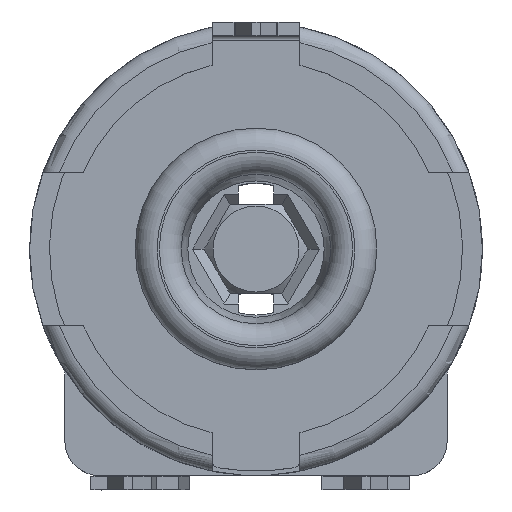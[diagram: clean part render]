
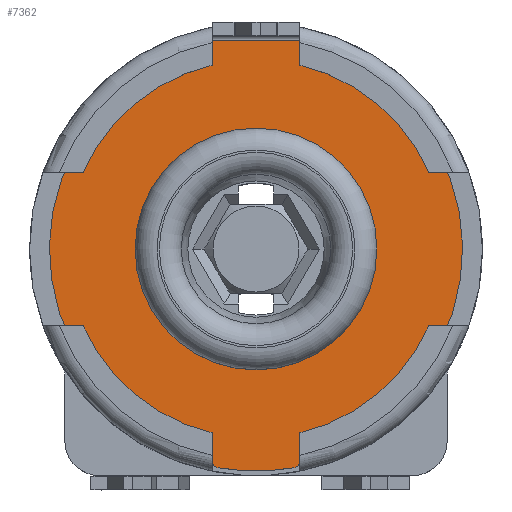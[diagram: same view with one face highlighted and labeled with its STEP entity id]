
A CAD part, top view. The second image highlights one B-rep face of the part: STEP entity #7362.
In plain terms, the highlighted planar face has unit normal (0, 0, 1).
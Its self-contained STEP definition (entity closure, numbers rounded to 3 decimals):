
#37 = EDGE_CURVE ( 'NONE', #4923, #5662, #9544, .T. ) ;
#89 = CIRCLE ( 'NONE', #8060, 0.17 ) ;
#179 = EDGE_CURVE ( 'NONE', #10397, #11252, #234, .T. ) ;
#188 = CIRCLE ( 'NONE', #4985, 0.17 ) ;
#234 = CIRCLE ( 'NONE', #2728, 4.7 ) ;
#359 = ORIENTED_EDGE ( 'NONE', *, *, #13851, .T. ) ;
#463 = PLANE ( 'NONE',  #4692 ) ;
#799 = EDGE_CURVE ( 'NONE', #12808, #13022, #188, .T. ) ;
#1026 = CARTESIAN_POINT ( 'NONE',  ( 1., -4.809, 3.6 ) ) ;
#1144 = DIRECTION ( 'NONE',  ( 0., 0., 1. ) ) ;
#1239 = EDGE_CURVE ( 'NONE', #8819, #12808, #2669, .T. ) ;
#1307 = EDGE_CURVE ( 'NONE', #9400, #11917, #13109, .T. ) ;
#1331 = CIRCLE ( 'NONE', #10360, 2.6 ) ;
#1503 = DIRECTION ( 'NONE',  ( 0., -1., 0. ) ) ;
#1622 = EDGE_CURVE ( 'NONE', #7338, #7338, #1331, .T. ) ;
#1630 = CARTESIAN_POINT ( 'NONE',  ( -1., 7.05, 3.6 ) ) ;
#1772 = CIRCLE ( 'NONE', #5868, 0.17 ) ;
#1851 = CIRCLE ( 'NONE', #2315, 0.17 ) ;
#2146 = LINE ( 'NONE', #1026, #12549 ) ;
#2269 = ORIENTED_EDGE ( 'NONE', *, *, #1307, .T. ) ;
#2315 = AXIS2_PLACEMENT_3D ( 'NONE', #12461, #11639, #5938 ) ;
#2486 = EDGE_CURVE ( 'NONE', #4472, #10397, #7122, .T. ) ;
#2561 = CARTESIAN_POINT ( 'NONE',  ( 1.129, -4.562, 3.6 ) ) ;
#2669 = CIRCLE ( 'NONE', #7910, 5.05 ) ;
#2728 = AXIS2_PLACEMENT_3D ( 'NONE', #11466, #9272, #3755 ) ;
#2926 = DIRECTION ( 'NONE',  ( 0., 0., -1. ) ) ;
#3049 = EDGE_CURVE ( 'NONE', #7688, #9400, #3984, .T. ) ;
#3067 = CARTESIAN_POINT ( 'NONE',  ( 0., 0., 3.6 ) ) ;
#3139 = DIRECTION ( 'NONE',  ( -1., 0., 0. ) ) ;
#3236 = ORIENTED_EDGE ( 'NONE', *, *, #2486, .T. ) ;
#3316 = EDGE_CURVE ( 'NONE', #13022, #4709, #2146, .T. ) ;
#3332 = CARTESIAN_POINT ( 'NONE',  ( -1., -4.809, 3.6 ) ) ;
#3670 = DIRECTION ( 'NONE',  ( 0., 0., 1. ) ) ;
#3755 = DIRECTION ( 'NONE',  ( 1., 0., 0. ) ) ;
#3814 = CARTESIAN_POINT ( 'NONE',  ( -0.859, -4.976, 3.6 ) ) ;
#3854 = ORIENTED_EDGE ( 'NONE', *, *, #3049, .T. ) ;
#3984 = CIRCLE ( 'NONE', #6490, 4.7 ) ;
#4309 = DIRECTION ( 'NONE',  ( 0., 1., 0. ) ) ;
#4472 = VERTEX_POINT ( 'NONE', #5957 ) ;
#4487 = CARTESIAN_POINT ( 'NONE',  ( 1., 4.754, 3.6 ) ) ;
#4537 = ORIENTED_EDGE ( 'NONE', *, *, #37, .T. ) ;
#4692 = AXIS2_PLACEMENT_3D ( 'NONE', #11162, #4816, #9103 ) ;
#4709 = VERTEX_POINT ( 'NONE', #6945 ) ;
#4719 = CARTESIAN_POINT ( 'NONE',  ( 1., 4.592, 3.6 ) ) ;
#4767 = EDGE_CURVE ( 'NONE', #5662, #8819, #1851, .T. ) ;
#4816 = DIRECTION ( 'NONE',  ( 0., 0., -1. ) ) ;
#4846 = DIRECTION ( 'NONE',  ( 1., 0., 0. ) ) ;
#4923 = VERTEX_POINT ( 'NONE', #6979 ) ;
#4985 = AXIS2_PLACEMENT_3D ( 'NONE', #8794, #7959, #12203 ) ;
#5038 = CARTESIAN_POINT ( 'NONE',  ( 0.859, -4.976, 3.6 ) ) ;
#5233 = DIRECTION ( 'NONE',  ( 0., 0., 1. ) ) ;
#5293 = DIRECTION ( 'NONE',  ( -1., 0., 0. ) ) ;
#5455 = ORIENTED_EDGE ( 'NONE', *, *, #1622, .F. ) ;
#5635 = VECTOR ( 'NONE', #3139, 1000. ) ;
#5662 = VERTEX_POINT ( 'NONE', #6715 ) ;
#5707 = ORIENTED_EDGE ( 'NONE', *, *, #3316, .T. ) ;
#5868 = AXIS2_PLACEMENT_3D ( 'NONE', #12606, #2926, #5293 ) ;
#5933 = ORIENTED_EDGE ( 'NONE', *, *, #799, .T. ) ;
#5938 = DIRECTION ( 'NONE',  ( 1., 0., 0. ) ) ;
#5957 = CARTESIAN_POINT ( 'NONE',  ( -1., 4.754, 3.6 ) ) ;
#6490 = AXIS2_PLACEMENT_3D ( 'NONE', #12408, #3670, #12255 ) ;
#6715 = CARTESIAN_POINT ( 'NONE',  ( -1., -4.809, 3.6 ) ) ;
#6734 = FACE_OUTER_BOUND ( 'NONE', #12949, .T. ) ;
#6945 = CARTESIAN_POINT ( 'NONE',  ( 1., -4.727, 3.6 ) ) ;
#6979 = CARTESIAN_POINT ( 'NONE',  ( -1., -4.727, 3.6 ) ) ;
#7122 = LINE ( 'NONE', #1630, #13108 ) ;
#7250 = CARTESIAN_POINT ( 'NONE',  ( -1.17, -4.727, 3.6 ) ) ;
#7338 = VERTEX_POINT ( 'NONE', #11725 ) ;
#7362 = ADVANCED_FACE ( 'NONE', ( #6734, #9967 ), #463, .F. ) ;
#7430 = LINE ( 'NONE', #11745, #5635 ) ;
#7634 = DIRECTION ( 'NONE',  ( -1., 0., 0. ) ) ;
#7688 = VERTEX_POINT ( 'NONE', #2561 ) ;
#7910 = AXIS2_PLACEMENT_3D ( 'NONE', #3067, #5233, #12963 ) ;
#7959 = DIRECTION ( 'NONE',  ( 0., 0., 1. ) ) ;
#8060 = AXIS2_PLACEMENT_3D ( 'NONE', #7250, #13508, #4846 ) ;
#8409 = VECTOR ( 'NONE', #8584, 1000. ) ;
#8439 = ORIENTED_EDGE ( 'NONE', *, *, #1239, .T. ) ;
#8584 = DIRECTION ( 'NONE',  ( 0., -1., 0. ) ) ;
#8593 = CARTESIAN_POINT ( 'NONE',  ( 1., -4.809, 3.6 ) ) ;
#8778 = CARTESIAN_POINT ( 'NONE',  ( -1.129, -4.562, 3.6 ) ) ;
#8794 = CARTESIAN_POINT ( 'NONE',  ( 0.83, -4.809, 3.6 ) ) ;
#8819 = VERTEX_POINT ( 'NONE', #3814 ) ;
#8991 = CARTESIAN_POINT ( 'NONE',  ( -1., 4.592, 3.6 ) ) ;
#9103 = DIRECTION ( 'NONE',  ( -1., 0., 0. ) ) ;
#9272 = DIRECTION ( 'NONE',  ( 0., 0., 1. ) ) ;
#9400 = VERTEX_POINT ( 'NONE', #4719 ) ;
#9483 = EDGE_CURVE ( 'NONE', #11252, #4923, #89, .T. ) ;
#9544 = LINE ( 'NONE', #3332, #8409 ) ;
#9956 = DIRECTION ( 'NONE',  ( 0., 1., 0. ) ) ;
#9967 = FACE_BOUND ( 'NONE', #10292, .T. ) ;
#10292 = EDGE_LOOP ( 'NONE', ( #5455 ) ) ;
#10360 = AXIS2_PLACEMENT_3D ( 'NONE', #13017, #1144, #7634 ) ;
#10397 = VERTEX_POINT ( 'NONE', #8991 ) ;
#10654 = ORIENTED_EDGE ( 'NONE', *, *, #13799, .T. ) ;
#10863 = CARTESIAN_POINT ( 'NONE',  ( 1., 7.05, 3.6 ) ) ;
#11162 = CARTESIAN_POINT ( 'NONE',  ( 0.33, 9.812, 3.6 ) ) ;
#11252 = VERTEX_POINT ( 'NONE', #8778 ) ;
#11431 = ORIENTED_EDGE ( 'NONE', *, *, #179, .T. ) ;
#11466 = CARTESIAN_POINT ( 'NONE',  ( 0., 0., 3.6 ) ) ;
#11639 = DIRECTION ( 'NONE',  ( 0., 0., 1. ) ) ;
#11725 = CARTESIAN_POINT ( 'NONE',  ( -2.6, 0., 3.6 ) ) ;
#11745 = CARTESIAN_POINT ( 'NONE',  ( 0.33, 4.754, 3.6 ) ) ;
#11917 = VERTEX_POINT ( 'NONE', #4487 ) ;
#12203 = DIRECTION ( 'NONE',  ( 1., 0., 0. ) ) ;
#12255 = DIRECTION ( 'NONE',  ( 1., 0., 0. ) ) ;
#12408 = CARTESIAN_POINT ( 'NONE',  ( 0., 0., 3.6 ) ) ;
#12461 = CARTESIAN_POINT ( 'NONE',  ( -0.83, -4.809, 3.6 ) ) ;
#12549 = VECTOR ( 'NONE', #4309, 1000. ) ;
#12606 = CARTESIAN_POINT ( 'NONE',  ( 1.17, -4.727, 3.6 ) ) ;
#12615 = ORIENTED_EDGE ( 'NONE', *, *, #9483, .T. ) ;
#12808 = VERTEX_POINT ( 'NONE', #5038 ) ;
#12949 = EDGE_LOOP ( 'NONE', ( #2269, #359, #3236, #11431, #12615, #4537, #14076, #8439, #5933, #5707, #10654, #3854 ) ) ;
#12963 = DIRECTION ( 'NONE',  ( -1., 0., 0. ) ) ;
#13017 = CARTESIAN_POINT ( 'NONE',  ( 0., 0., 3.6 ) ) ;
#13022 = VERTEX_POINT ( 'NONE', #8593 ) ;
#13108 = VECTOR ( 'NONE', #1503, 1000. ) ;
#13109 = LINE ( 'NONE', #10863, #13571 ) ;
#13508 = DIRECTION ( 'NONE',  ( 0., 0., -1. ) ) ;
#13571 = VECTOR ( 'NONE', #9956, 1000. ) ;
#13799 = EDGE_CURVE ( 'NONE', #4709, #7688, #1772, .T. ) ;
#13851 = EDGE_CURVE ( 'NONE', #11917, #4472, #7430, .T. ) ;
#14076 = ORIENTED_EDGE ( 'NONE', *, *, #4767, .T. ) ;
